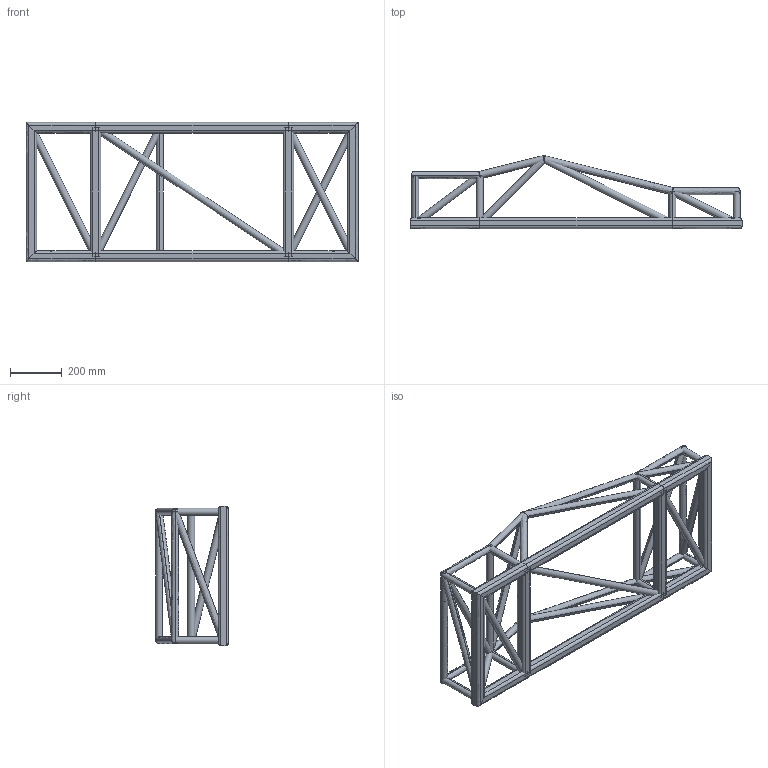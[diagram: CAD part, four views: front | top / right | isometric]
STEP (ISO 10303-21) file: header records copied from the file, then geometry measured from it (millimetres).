
FILE_DESCRIPTION(('FreeCAD Model'),'2;1');
FILE_NAME('Open CASCADE Shape Model','2025-05-01T19:32:50',('FreeCAD'),( 'FreeCAD'),'Open CASCADE STEP processor 7.6','FreeCAD','Unknown');
FILE_SCHEMA(('AUTOMOTIVE_DESIGN { 1 0 10303 214 1 1 1 1 }'));
Length unit declared in the file: millimetre
Products named in the file (1): Open CASCADE STEP translator 7.6 1
Bounding box: 1280.78 x 283.59 x 537.1 mm (x, y, z)
Volume: 5895693.8 mm3; surface area: 3292382.2 mm2
Topology: 46 solids, 46 shells, 398 faces, 929 edges, 622 vertices
Faces by surface type: bspline 398
Entity records: 12149 total; most frequent: CARTESIAN_POINT 6612, ORIENTED_EDGE 1858, EDGE_CURVE 929, VERTEX_POINT 622, FACE_BOUND 489, EDGE_LOOP 489, B_SPLINE_CURVE_WITH_KNOTS 477, ADVANCED_FACE 398
